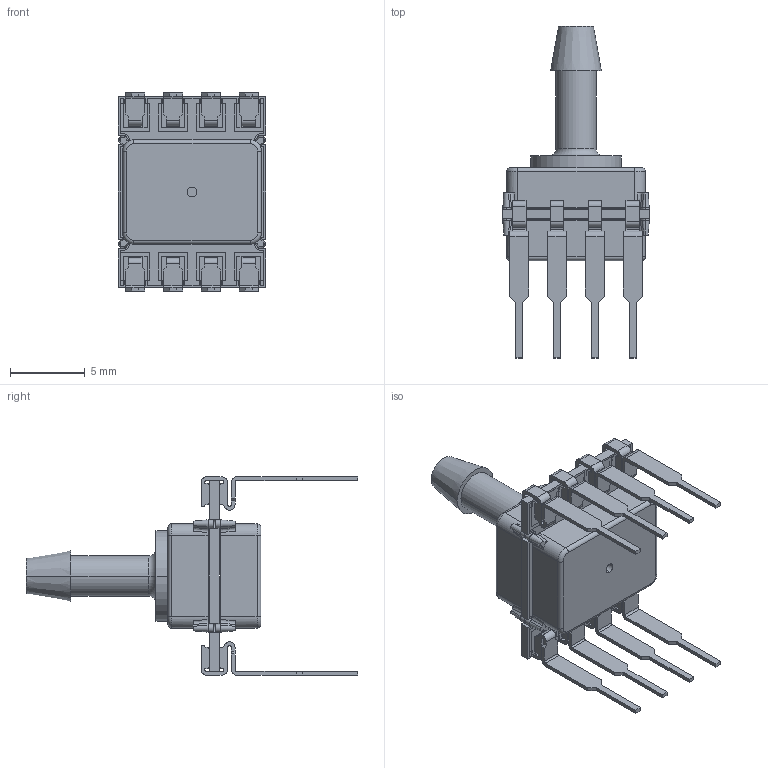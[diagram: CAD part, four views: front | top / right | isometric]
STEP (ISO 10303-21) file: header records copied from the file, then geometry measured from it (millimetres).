
FILE_DESCRIPTION (( 'STEP AP203' ), '1' );
FILE_NAME ('HCND.STEP', '2020-01-31T18:21:21', ( '' ), ( '' ), 'SwSTEP 2.0', 'SolidWorks 2010', '' );
FILE_SCHEMA (( 'CONFIG_CONTROL_DESIGN' ));
Length unit declared in the file: inch
Products named in the file (5): HCND; ceramic-DIP; AS01-01-048 Rev A; AS01-01-044 Rev A; AS01-06-023_DIP for ELV
Assembly tree (11 placements, depth 2):
  HCND
    AS01-06-023_DIP for ELV  x8
    AS01-01-044 Rev A
    AS01-01-048 Rev A
    ceramic-DIP
Bounding box: 9.9 x 22.25 x 13.3 mm (x, y, z)
Volume: 383.7 mm3; surface area: 1640.5 mm2
Topology: 14 solids, 15 shells, 905 faces, 2462 edges, 1618 vertices
Faces by surface type: plane 597, cylinder 228, torus 34, cone 30, bspline 16
Entity records: 18882 total; most frequent: CARTESIAN_POINT 3719, ORIENTED_EDGE 3034, DIRECTION 2993, EDGE_CURVE 1517, LINE 1061, VECTOR 1061, VERTEX_POINT 988, AXIS2_PLACEMENT_3D 966
